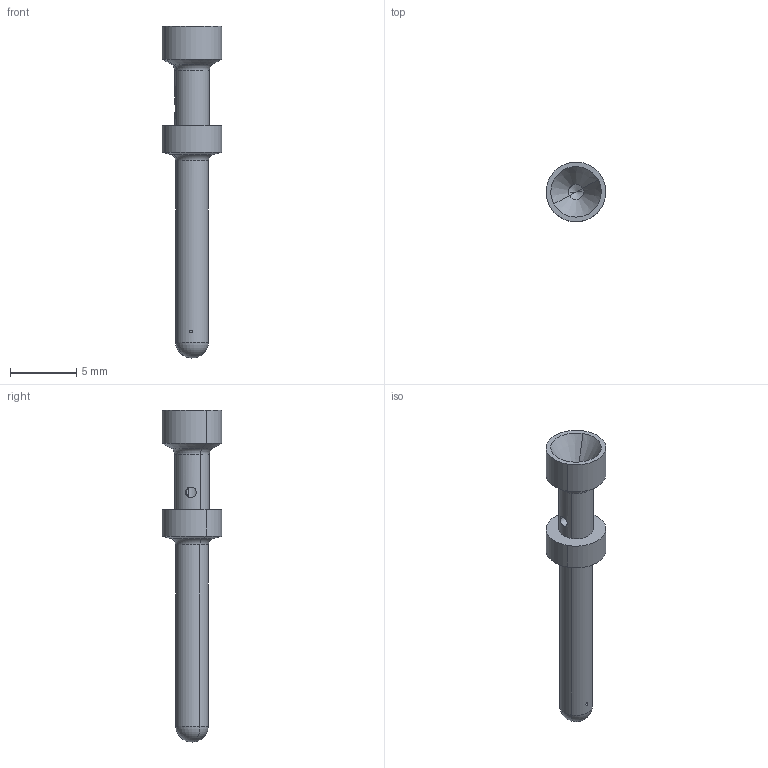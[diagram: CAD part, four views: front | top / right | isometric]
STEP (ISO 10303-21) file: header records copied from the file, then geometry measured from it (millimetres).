
FILE_DESCRIPTION(('CATIA V5 STEP Exchange','CAx-IF Rec.Pracs.--- Model Styling and Organization---1.4--- 2014-01-23'),'2;1');
FILE_NAME ('1309273-1_0_2784190000_2784190000.stp','2020-12-09T15:03:19+00:00',('none'),('Weidmueller'),'CATIA Version 5-6 Release 2016 SP3 HF44','CATIA V5 STEP AP214','none');
FILE_SCHEMA(('AUTOMOTIVE_DESIGN { 1 0 10303 214 1 1 1 1 }'));
Length unit declared in the file: millimetre
Products named in the file (1): 2784190000
Bounding box: 4.5 x 4.5 x 25 mm (x, y, z)
Volume: 157.4 mm3; surface area: 297.9 mm2
Topology: 1 solids, 1 shells, 31 faces, 69 edges, 38 vertices
Faces by surface type: cylinder 14, cone 8, torus 6, plane 3
Entity records: 797 total; most frequent: CARTESIAN_POINT 184, ORIENTED_EDGE 130, DIRECTION 93, EDGE_CURVE 65, AXIS2_PLACEMENT_3D 53, VERTEX_POINT 38, EDGE_LOOP 35, CIRCLE 34
